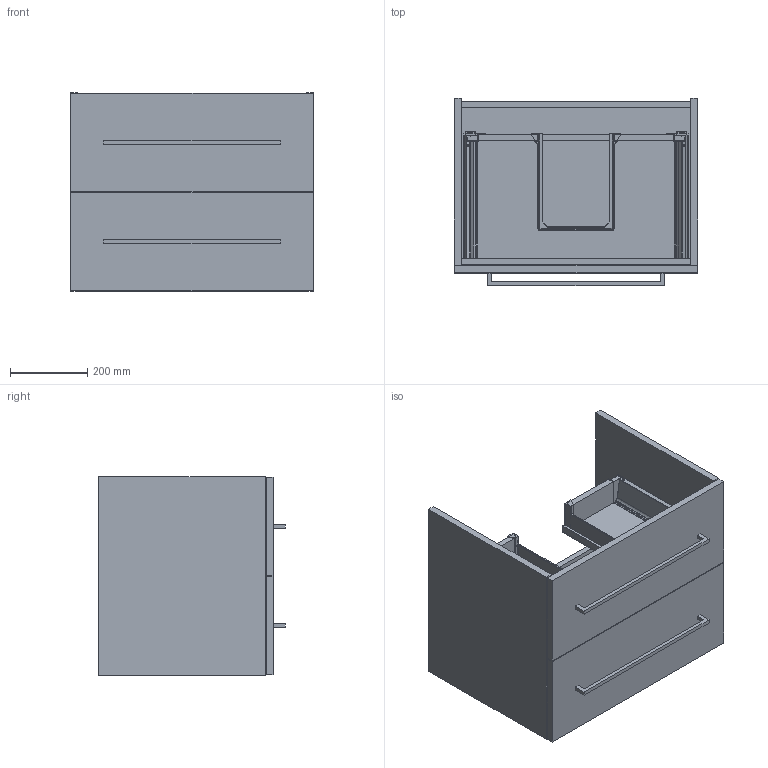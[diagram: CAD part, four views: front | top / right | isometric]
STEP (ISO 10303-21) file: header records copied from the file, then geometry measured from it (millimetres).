
FILE_DESCRIPTION(/* description */ (''),/* implementation_level */ '2;1');
FILE_NAME(/* name */ 'BX125_RFS.stp',/* time_stamp */ '2020-04-30T14:10:48+02:00',/* author */ ('StegeR'),/* organization */ (''),/* preprocessor_version */ 'ST-DEVELOPER v16.1',/* originating_system */ 'Autodesk Inventor 2016',/* authorisation */ '');
FILE_SCHEMA (('AUTOMOTIVE_DESIGN { 1 0 10303 214 3 1 1 }'));
Products named in the file (1): BX125_RFS
Bounding box: 630 x 484 x 514 mm (x, y, z)
Volume: 25797762.6 mm3; surface area: 4310021.3 mm2
Topology: 51 solids, 51 shells, 2764 faces, 7962 edges, 5298 vertices
Faces by surface type: plane 1875, cylinder 607, cone 274, torus 6, bspline 2
Full cylindrical faces by diameter (mm): 1.5 x2, 2.357 x2, 3.5 x4, 4 x12, 5 x6, 6 x10, 7.5 x12, 8.5 x2, 9.5 x2, 10.5 x4, 11 x2, 12 x2
Entity records: 89770 total; most frequent: CARTESIAN_POINT 17561, ORIENTED_EDGE 15612, DIRECTION 14410, EDGE_CURVE 7798, LINE 5580, VECTOR 5580, VERTEX_POINT 5252, AXIS2_PLACEMENT_3D 4415
